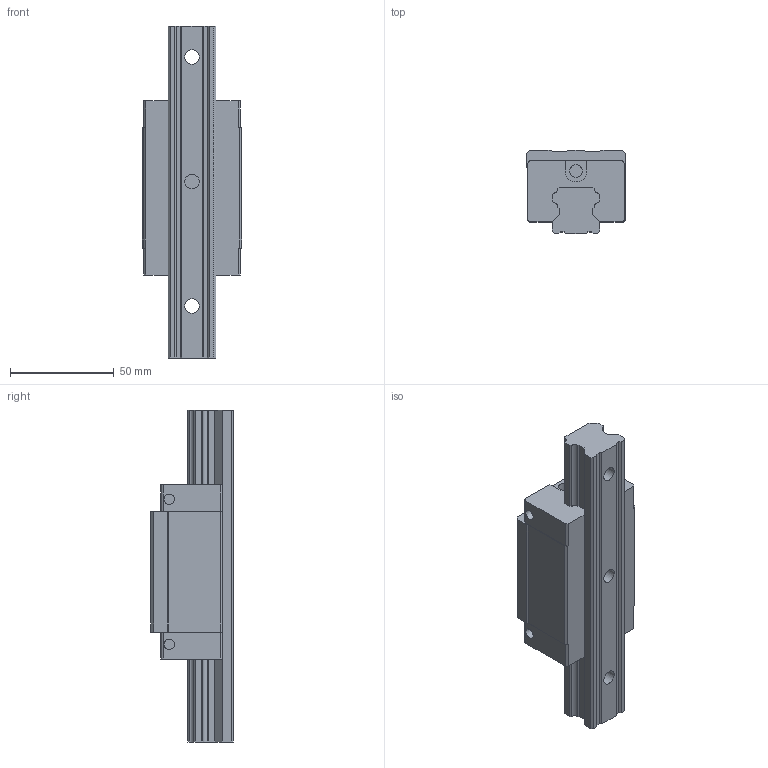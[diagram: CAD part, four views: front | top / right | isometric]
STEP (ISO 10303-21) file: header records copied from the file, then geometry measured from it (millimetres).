
FILE_DESCRIPTION(/* description */ ('STEP AP214'),/* implementation_level */ '2;1');
FILE_NAME(/* name */ 'HGH25.stp',/* time_stamp */ '2021-10-14T14:58:54+02:00',/* author */ ('leolaptop'),/* organization */ ('LINEAIRTECHNIEK'),/* preprocessor_version */ 'ST-DEVELOPER v18',/* originating_system */ 'Autodesk Inventor 2020',/* authorisation */ ' ');
FILE_SCHEMA (('CONFIG_CONTROL_DESIGN'));
Length unit declared in the file: millimetre
Products named in the file (1): HGH25
Bounding box: 48 x 40 x 160 mm (x, y, z)
Volume: 167053.7 mm3; surface area: 37978.3 mm2
Topology: 2 solids, 4 shells, 141 faces, 393 edges, 261 vertices
Faces by surface type: plane 103, cylinder 34, cone 4
Full cylindrical faces by diameter (mm): 1 x2, 5 x4, 6 x6, 7 x3, 11 x3
Entity records: 4530 total; most frequent: CARTESIAN_POINT 780, ORIENTED_EDGE 762, DIRECTION 750, EDGE_CURVE 381, LINE 296, VECTOR 296, VERTEX_POINT 257, AXIS2_PLACEMENT_3D 227
